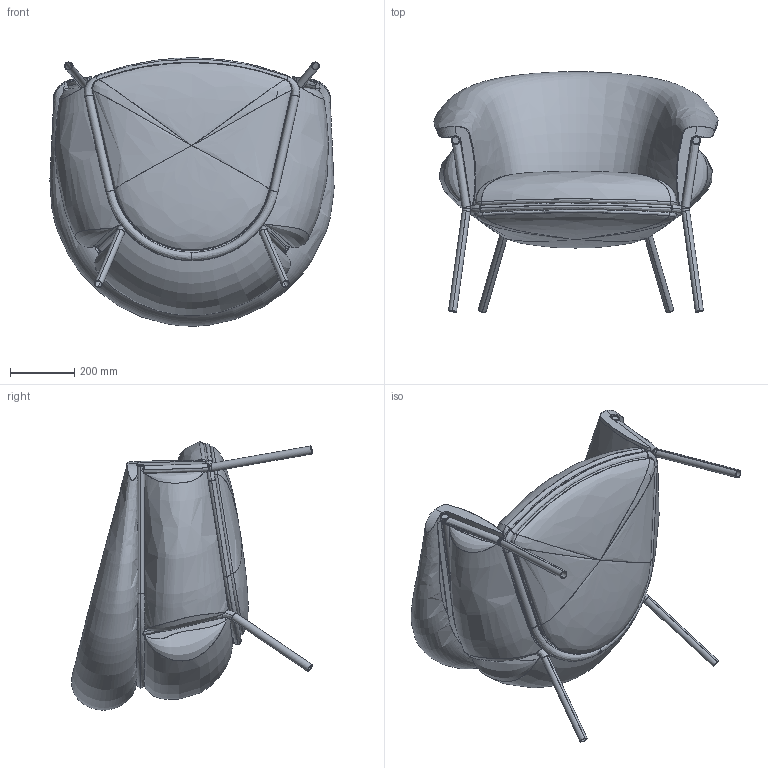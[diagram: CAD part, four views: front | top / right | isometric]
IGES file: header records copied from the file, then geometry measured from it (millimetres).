
Start section: SolidWorks IGES file using analytic representation for surfaces
Global section: file name: BUTACA GRASSO_COLOR04_070518.IGS; native system: SolidWorks 2016; preprocessor: SolidWorks 2016; author: OTECNICA01; date: 180507.093543; units: millimetre
Bounding box: 881.3 x 746.95 x 832.07 mm (x, y, z)
Surface area: 5952656.1 mm2 (no closed solid volume)
Topology: 0 solids, 0 shells, 319 faces, 6129 edges, 6115 vertices
Faces by surface type: bspline 193, revolution 126
